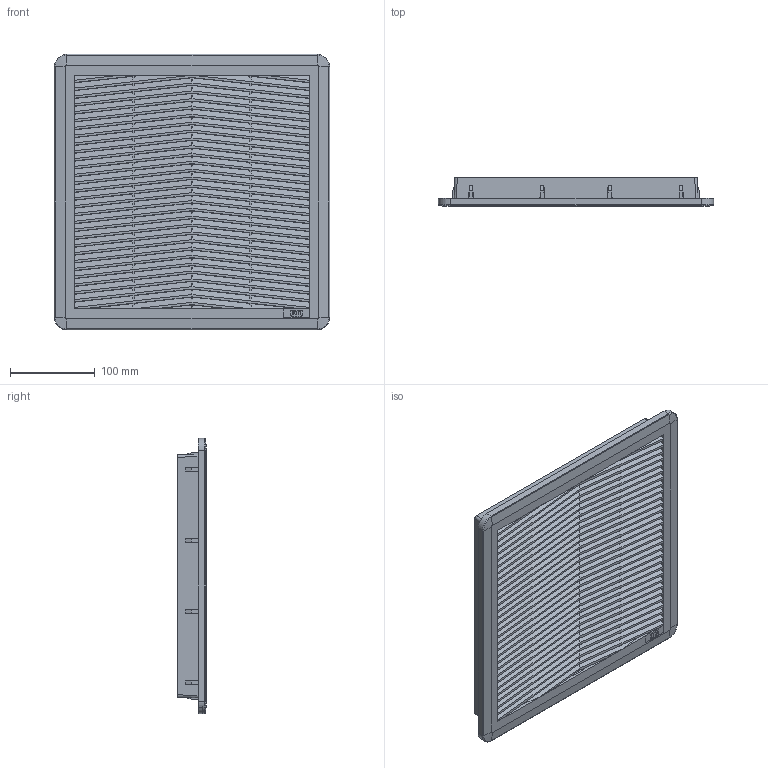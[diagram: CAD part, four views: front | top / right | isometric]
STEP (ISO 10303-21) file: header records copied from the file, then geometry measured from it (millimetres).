
FILE_DESCRIPTION((''),'2;1');
FILE_NAME('ASM0002_ASM','2024-08-23T12:34:34',('klemen.sitar'),('Audax d.o.o.'),'CREO PARAMETRIC BY PTC INC, 2021304','CREO PARAMETRIC BY PTC INC, 2021304','');
FILE_SCHEMA(('AP242_MANAGED_MODEL_BASED_3D_ENGINEERING_MIM_LF { 1 0 10303 442 1 1 4 }'));
Products named in the file (3): 001344034-3DFILE; PRT0006_1_1_1_1_1; ASM0002_ASM
Assembly tree (2 placements, depth 2):
  ASM0002_ASM
    001344034-3DFILE
    PRT0006_1_1_1_1_1
Bounding box: 325 x 34.05 x 325.06 mm (x, y, z)
Volume: 278202.1 mm3; surface area: 526695.6 mm2
Topology: 1 solids, 6 shells, 854 faces, 3486 edges, 2508 vertices
Faces by surface type: plane 757, cylinder 67, bspline 14, torus 8, cone 8
Entity records: 56583 total; most frequent: CARTESIAN_POINT 10570, ORIENTED_EDGE 6334, DIRECTION 5164, PRESENTATION_STYLE_ASSIGNMENT 4338, STYLED_ITEM 4338, CURVE_STYLE 3478, EDGE_CURVE 3478, VECTOR 3288
